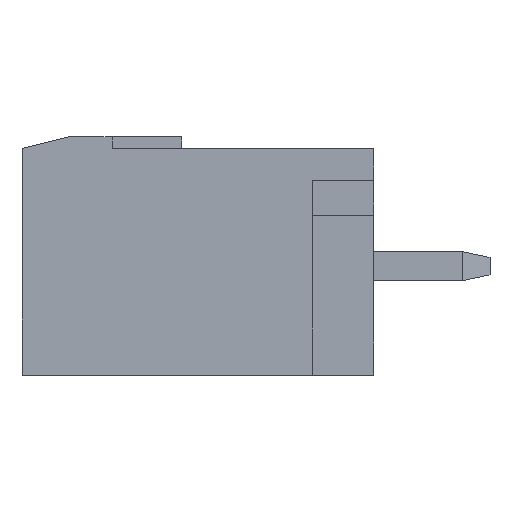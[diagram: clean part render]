
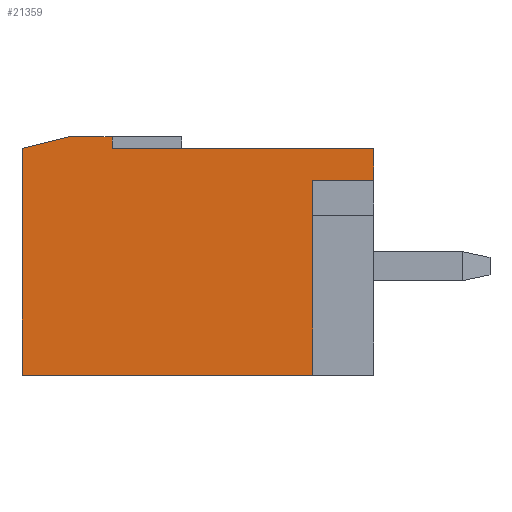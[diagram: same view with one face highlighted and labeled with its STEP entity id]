
A CAD part, left-side view. The second image highlights one B-rep face of the part: STEP entity #21359.
In plain terms, the highlighted planar face has unit normal (-1, 0, 0).
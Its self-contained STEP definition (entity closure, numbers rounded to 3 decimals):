
#76 = ORIENTED_EDGE ( 'NONE', *, *, #24936, .T. ) ;
#115 = VECTOR ( 'NONE', #994, 1000. ) ;
#331 = CARTESIAN_POINT ( 'NONE',  ( 0., 12.1, 7.8 ) ) ;
#336 = CARTESIAN_POINT ( 'NONE',  ( 0., 12.1, 8.2 ) ) ;
#499 = DIRECTION ( 'NONE',  ( 0., 0., 1. ) ) ;
#602 = VECTOR ( 'NONE', #5916, 1000. ) ;
#794 = CARTESIAN_POINT ( 'NONE',  ( 0., 12.1, 0. ) ) ;
#829 = DIRECTION ( 'NONE',  ( 0., 0.97, -0.243 ) ) ;
#994 = DIRECTION ( 'NONE',  ( 0., -1., 0. ) ) ;
#1013 = LINE ( 'NONE', #17556, #19863 ) ;
#1321 = CARTESIAN_POINT ( 'NONE',  ( 0., 9., 7.8 ) ) ;
#1416 = ORIENTED_EDGE ( 'NONE', *, *, #11382, .T. ) ;
#2044 = VECTOR ( 'NONE', #829, 1000. ) ;
#2588 = VERTEX_POINT ( 'NONE', #16794 ) ;
#2848 = DIRECTION ( 'NONE',  ( 1., 0., 0. ) ) ;
#5609 = VERTEX_POINT ( 'NONE', #25287 ) ;
#5860 = DIRECTION ( 'NONE',  ( 0., 0., 1. ) ) ;
#5885 = CARTESIAN_POINT ( 'NONE',  ( 0., 0., 6.7 ) ) ;
#5916 = DIRECTION ( 'NONE',  ( 0., -1., 0. ) ) ;
#6819 = VERTEX_POINT ( 'NONE', #7471 ) ;
#7410 = ORIENTED_EDGE ( 'NONE', *, *, #20880, .T. ) ;
#7471 = CARTESIAN_POINT ( 'NONE',  ( 0., 12.1, 7.8 ) ) ;
#7492 = DIRECTION ( 'NONE',  ( 0., 0., -1. ) ) ;
#7745 = VECTOR ( 'NONE', #13225, 1000. ) ;
#8526 = VECTOR ( 'NONE', #27663, 1000. ) ;
#8583 = FACE_OUTER_BOUND ( 'NONE', #11197, .T. ) ;
#9217 = LINE ( 'NONE', #18487, #28404 ) ;
#10700 = LINE ( 'NONE', #1321, #23241 ) ;
#11197 = EDGE_LOOP ( 'NONE', ( #21104, #27812, #76, #20479, #1416, #27965, #7410, #27286, #30946 ) ) ;
#11382 = EDGE_CURVE ( 'NONE', #2588, #18685, #9217, .T. ) ;
#12540 = CARTESIAN_POINT ( 'NONE',  ( 0., 9., 8.2 ) ) ;
#12958 = EDGE_CURVE ( 'NONE', #18685, #25413, #20373, .T. ) ;
#13225 = DIRECTION ( 'NONE',  ( 0., 0., 1. ) ) ;
#13489 = CARTESIAN_POINT ( 'NONE',  ( 0., 10.5, 8.2 ) ) ;
#13585 = EDGE_CURVE ( 'NONE', #17326, #5609, #27017, .T. ) ;
#13726 = LINE ( 'NONE', #27871, #602 ) ;
#14570 = AXIS2_PLACEMENT_3D ( 'NONE', #336, #2848, #7492 ) ;
#15273 = CARTESIAN_POINT ( 'NONE',  ( 0., 2.1, 6.7 ) ) ;
#15313 = CARTESIAN_POINT ( 'NONE',  ( 0., 2.1, 0. ) ) ;
#15434 = LINE ( 'NONE', #15273, #7745 ) ;
#16140 = VERTEX_POINT ( 'NONE', #13489 ) ;
#16395 = DIRECTION ( 'NONE',  ( 0., -1., 0. ) ) ;
#16794 = CARTESIAN_POINT ( 'NONE',  ( 0., 2.1, 6.7 ) ) ;
#17326 = VERTEX_POINT ( 'NONE', #25293 ) ;
#17556 = CARTESIAN_POINT ( 'NONE',  ( 0., 12.1, 8.2 ) ) ;
#17847 = CARTESIAN_POINT ( 'NONE',  ( 0., 0., 7.8 ) ) ;
#18487 = CARTESIAN_POINT ( 'NONE',  ( 0., 0., 6.7 ) ) ;
#18685 = VERTEX_POINT ( 'NONE', #5885 ) ;
#18807 = EDGE_CURVE ( 'NONE', #25767, #2588, #15434, .T. ) ;
#19863 = VECTOR ( 'NONE', #499, 1000. ) ;
#20373 = LINE ( 'NONE', #22801, #8526 ) ;
#20479 = ORIENTED_EDGE ( 'NONE', *, *, #18807, .T. ) ;
#20880 = EDGE_CURVE ( 'NONE', #25413, #17326, #10700, .T. ) ;
#21104 = ORIENTED_EDGE ( 'NONE', *, *, #27088, .T. ) ;
#21250 = VECTOR ( 'NONE', #5860, 1000. ) ;
#21359 = ADVANCED_FACE ( 'NONE', ( #8583 ), #27381, .F. ) ;
#22311 = CARTESIAN_POINT ( 'NONE',  ( 0., 12.1, 0. ) ) ;
#22801 = CARTESIAN_POINT ( 'NONE',  ( 0., 0., 8.2 ) ) ;
#22829 = LINE ( 'NONE', #22311, #115 ) ;
#22994 = DIRECTION ( 'NONE',  ( 0., 1., 0. ) ) ;
#23241 = VECTOR ( 'NONE', #22994, 1000. ) ;
#24218 = VERTEX_POINT ( 'NONE', #794 ) ;
#24620 = LINE ( 'NONE', #331, #2044 ) ;
#24936 = EDGE_CURVE ( 'NONE', #24218, #25767, #22829, .T. ) ;
#25287 = CARTESIAN_POINT ( 'NONE',  ( 0., 9., 8.2 ) ) ;
#25293 = CARTESIAN_POINT ( 'NONE',  ( 0., 9., 7.8 ) ) ;
#25413 = VERTEX_POINT ( 'NONE', #17847 ) ;
#25767 = VERTEX_POINT ( 'NONE', #15313 ) ;
#27017 = LINE ( 'NONE', #12540, #21250 ) ;
#27088 = EDGE_CURVE ( 'NONE', #16140, #6819, #24620, .T. ) ;
#27286 = ORIENTED_EDGE ( 'NONE', *, *, #13585, .T. ) ;
#27381 = PLANE ( 'NONE',  #14570 ) ;
#27663 = DIRECTION ( 'NONE',  ( 0., 0., 1. ) ) ;
#27812 = ORIENTED_EDGE ( 'NONE', *, *, #28475, .F. ) ;
#27871 = CARTESIAN_POINT ( 'NONE',  ( 0., 12.1, 8.2 ) ) ;
#27958 = EDGE_CURVE ( 'NONE', #16140, #5609, #13726, .T. ) ;
#27965 = ORIENTED_EDGE ( 'NONE', *, *, #12958, .T. ) ;
#28404 = VECTOR ( 'NONE', #16395, 1000. ) ;
#28475 = EDGE_CURVE ( 'NONE', #24218, #6819, #1013, .T. ) ;
#30946 = ORIENTED_EDGE ( 'NONE', *, *, #27958, .F. ) ;
